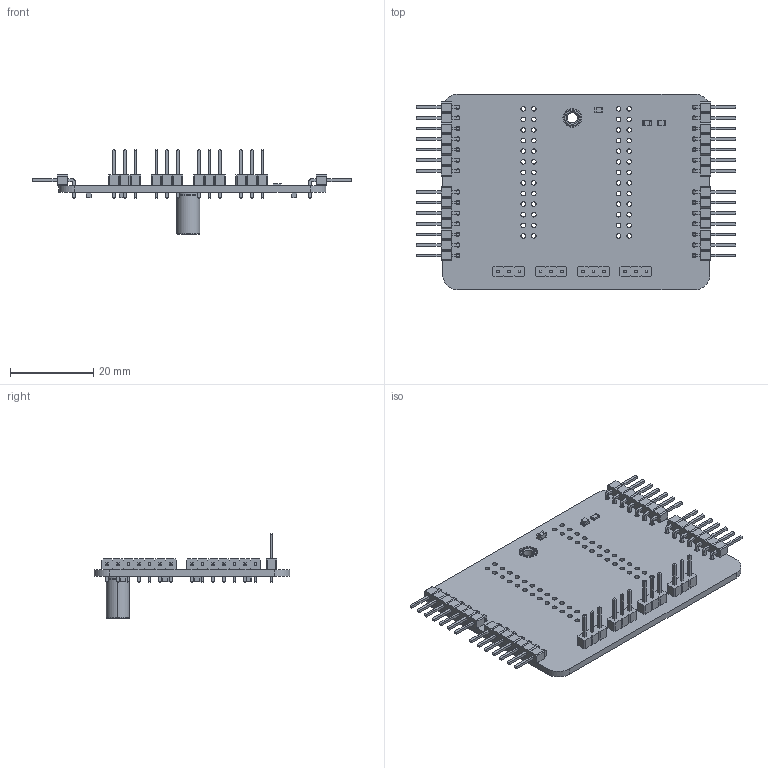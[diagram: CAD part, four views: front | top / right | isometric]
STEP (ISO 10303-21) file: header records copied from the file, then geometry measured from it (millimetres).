
FILE_DESCRIPTION(('KiCad electronic assembly'),'2;1');
FILE_NAME('ft4232h-breakout-Jun2021b.step','2021-12-19T18:18:15',( 'An Author'),('A Company'),'Open CASCADE STEP processor 7.5', 'KiCad to STEP converter','Unknown');
FILE_SCHEMA(('AUTOMOTIVE_DESIGN { 1 0 10303 214 1 1 1 1 }'));
Length unit declared in the file: millimetre
Products named in the file (14): Open CASCADE STEP translator 7.5 1; SMTSO-M3-10ET-PennEngineering-3D-05-29-2021; SOLID; PinHeader_1x07_P2.54mm_Horizontal; PinHeader_1x03_P2.54mm_Vertical; C_0805_2012Metric; R_0805_2012Metric; LED_0805_2012Metric; COMPOUND
Assembly tree (24 placements, depth 3):
  Open CASCADE STEP translator 7.5 1
    SMTSO-M3-10ET-PennEngineering-3D-05-29-2021
      SOLID
    PinHeader_1x07_P2.54mm_Horizontal  x4
      SOLID
    PinHeader_1x03_P2.54mm_Vertical  x4
      SOLID
    C_0805_2012Metric  x6
      SOLID
    R_0805_2012Metric
      SOLID
    LED_0805_2012Metric
      SOLID
    COMPOUND
Bounding box: 76.72 x 46.99 x 20.17 mm (x, y, z)
Volume: 5692.5 mm3; surface area: 9319.4 mm2
Topology: 18 solids, 18 shells, 1454 faces, 3618 edges, 2298 vertices
Faces by surface type: plane 1217, cylinder 227, cone 8, torus 2
Full cylindrical faces by diameter (mm): 1 x40, 1.1 x52, 4.5 x1
Entity records: 35657 total; most frequent: CARTESIAN_POINT 5491, DIRECTION 5205, LINE 3283, VECTOR 3283, ORIENTED_EDGE 2586, PCURVE 2586, DEFINITIONAL_REPRESENTATION 2586, EDGE_CURVE 1293
